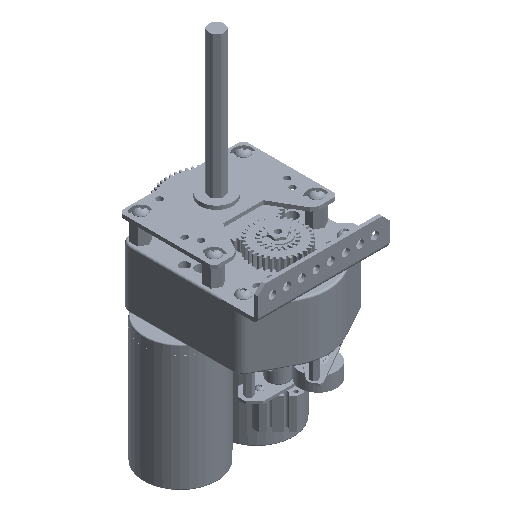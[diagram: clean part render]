
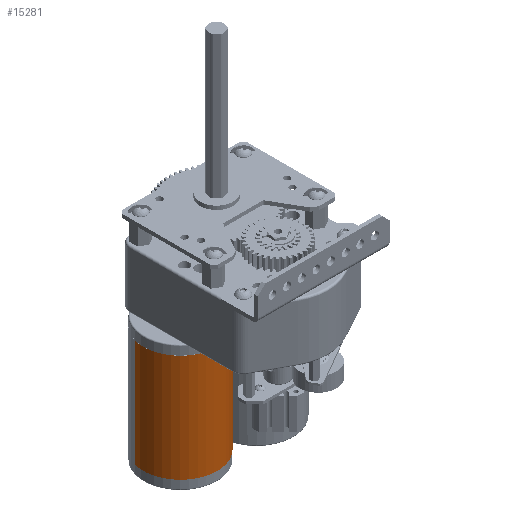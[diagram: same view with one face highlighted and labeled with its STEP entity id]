
A CAD part, isometric view. The second image highlights one B-rep face of the part: STEP entity #15281.
In plain terms, the highlighted cylindrical face has radius 32.004 mm (diameter 64.008 mm), a partial arc.
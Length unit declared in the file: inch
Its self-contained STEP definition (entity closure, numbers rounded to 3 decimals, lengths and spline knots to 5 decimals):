
#2939 = CARTESIAN_POINT ( 'NONE',  ( 0., 0., 0. ) ) ;
#5280 = ORIENTED_EDGE ( 'NONE', *, *, #222324, .F. ) ;
#15281 = ADVANCED_FACE ( 'NONE', ( #263618 ), #65901, .T. ) ;
#34032 = VECTOR ( 'NONE', #156536, 39.37008 ) ;
#42534 = CARTESIAN_POINT ( 'NONE',  ( 3.99096, 0., -1.26 ) ) ;
#47637 = DIRECTION ( 'NONE',  ( 0., 0., -1. ) ) ;
#55073 = DIRECTION ( 'NONE',  ( 1., 0., 0. ) ) ;
#61575 = VERTEX_POINT ( 'NONE', #42534 ) ;
#65901 = CYLINDRICAL_SURFACE ( 'NONE', #214056, 1.26 ) ;
#68201 = VERTEX_POINT ( 'NONE', #179436 ) ;
#70763 = ORIENTED_EDGE ( 'NONE', *, *, #246480, .F. ) ;
#76581 = VECTOR ( 'NONE', #105714, 39.37008 ) ;
#78428 = DIRECTION ( 'NONE',  ( 0., 0., -1. ) ) ;
#80168 = DIRECTION ( 'NONE',  ( 1., 0., 0. ) ) ;
#91348 = EDGE_CURVE ( 'NONE', #191019, #234850, #206426, .T. ) ;
#102416 = AXIS2_PLACEMENT_3D ( 'NONE', #225919, #80168, #226951 ) ;
#105714 = DIRECTION ( 'NONE',  ( 1., 0., 0. ) ) ;
#123179 = DIRECTION ( 'NONE',  ( 1., 0., 0. ) ) ;
#134897 = CARTESIAN_POINT ( 'NONE',  ( 0.324, 0., 1.26 ) ) ;
#152106 = AXIS2_PLACEMENT_3D ( 'NONE', #300660, #55073, #78428 ) ;
#152688 = CARTESIAN_POINT ( 'NONE',  ( 0., 0., 1.26 ) ) ;
#156536 = DIRECTION ( 'NONE',  ( 1., 0., 0. ) ) ;
#179436 = CARTESIAN_POINT ( 'NONE',  ( 0.324, 0., -1.26 ) ) ;
#179945 = CARTESIAN_POINT ( 'NONE',  ( 0., 0., -1.26 ) ) ;
#182513 = CARTESIAN_POINT ( 'NONE',  ( 3.99096, 0., 1.26 ) ) ;
#191019 = VERTEX_POINT ( 'NONE', #134897 ) ;
#195538 = ORIENTED_EDGE ( 'NONE', *, *, #304802, .T. ) ;
#199336 = ORIENTED_EDGE ( 'NONE', *, *, #91348, .T. ) ;
#206426 = LINE ( 'NONE', #152688, #76581 ) ;
#214056 = AXIS2_PLACEMENT_3D ( 'NONE', #2939, #123179, #47637 ) ;
#222324 = EDGE_CURVE ( 'NONE', #61575, #234850, #235944, .T. ) ;
#225919 = CARTESIAN_POINT ( 'NONE',  ( 3.99096, 0., 0. ) ) ;
#226951 = DIRECTION ( 'NONE',  ( 0., 0., -1. ) ) ;
#234749 = EDGE_LOOP ( 'NONE', ( #195538, #199336, #5280, #70763 ) ) ;
#234850 = VERTEX_POINT ( 'NONE', #182513 ) ;
#235944 = CIRCLE ( 'NONE', #102416, 1.26 ) ;
#246480 = EDGE_CURVE ( 'NONE', #68201, #61575, #258650, .T. ) ;
#247073 = CIRCLE ( 'NONE', #152106, 1.26 ) ;
#258650 = LINE ( 'NONE', #179945, #34032 ) ;
#263618 = FACE_OUTER_BOUND ( 'NONE', #234749, .T. ) ;
#300660 = CARTESIAN_POINT ( 'NONE',  ( 0.324, 0., 0. ) ) ;
#304802 = EDGE_CURVE ( 'NONE', #68201, #191019, #247073, .T. ) ;
